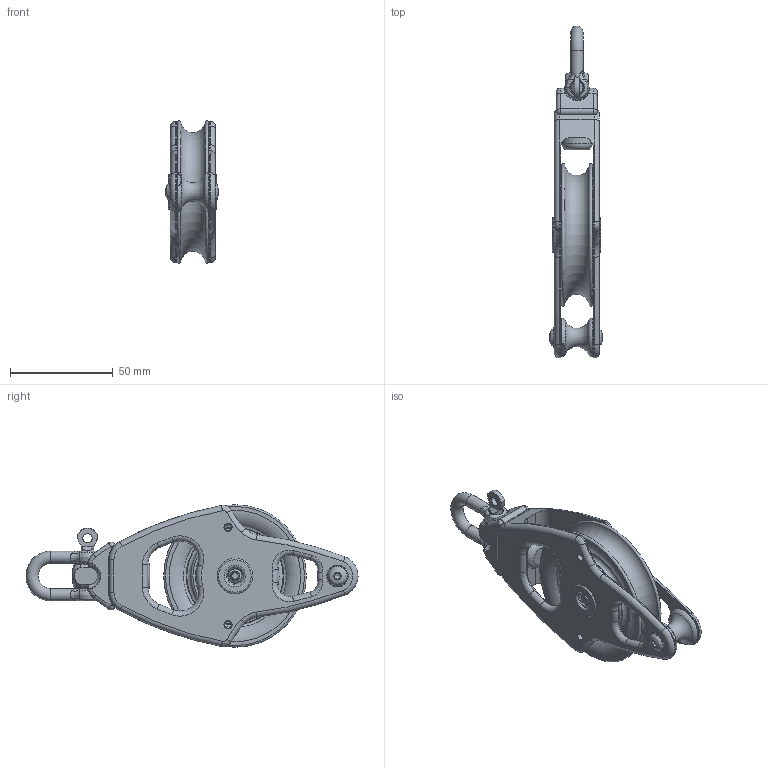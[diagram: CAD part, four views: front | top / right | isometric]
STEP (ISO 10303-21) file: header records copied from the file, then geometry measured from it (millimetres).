
FILE_DESCRIPTION(/* description */ (''),/* implementation_level */ '2;1');
FILE_NAME(/* name */ '00702.stp',/* time_stamp */ '2020-11-19T08:44:04+01:00',/* author */ ('lucade'),/* organization */ (''),/* preprocessor_version */ 'ST-DEVELOPER v18.1',/* originating_system */ 'Autodesk Inventor 2021',/* authorisation */ '');
FILE_SCHEMA (('AUTOMOTIVE_DESIGN { 1 0 10303 214 3 1 1 }'));
Length unit declared in the file: millimetre
Products named in the file (1): 19110411
Bounding box: 25.5 x 161.88 x 69.49 mm (x, y, z)
Volume: 84581.2 mm3; surface area: 36501.1 mm2
Topology: 2 solids, 7 shells, 439 faces, 1065 edges, 651 vertices
Faces by surface type: cylinder 146, torus 108, plane 106, bspline 37, cone 33, sphere 9
Full cylindrical faces by diameter (mm): 3.3 x4, 4 x2, 4.5 x2, 5 x1, 5.2 x1, 6 x3, 6.2 x1, 6.5 x2, 7 x1, 7.3 x1, 8.4 x1, 9.5 x2, 10.5 x1, 10.7 x2, 14.9 x1, 15 x2, 16 x1, 17.3 x1, 19 x1, 32.6 x2, 43 x2
Entity records: 14691 total; most frequent: CARTESIAN_POINT 4414, DIRECTION 2271, ORIENTED_EDGE 2108, EDGE_CURVE 1054, AXIS2_PLACEMENT_3D 999, VERTEX_POINT 651, CIRCLE 594, EDGE_LOOP 497
